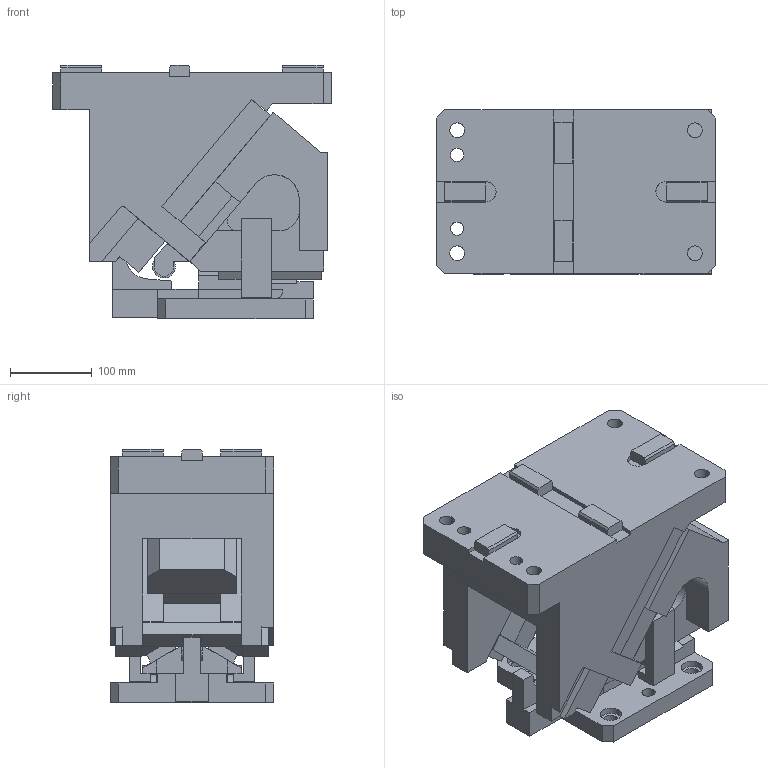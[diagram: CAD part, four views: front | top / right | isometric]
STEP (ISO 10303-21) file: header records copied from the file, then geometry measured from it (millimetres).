
FILE_DESCRIPTION(('CATIA V5 STEP Exchange'),'2;1');
FILE_NAME('CACN_200_00.stp','2015-04-27T09:51:10+00:00',('none'),('none'),'CATIA Version 5 Release 19 SP 2 (IN-10)','CATIA V5 STEP AP203','none');
FILE_SCHEMA(('CONFIG_CONTROL_DESIGN'));
Length unit declared in the file: millimetre
Products named in the file (1): CACN_200_00
Bounding box: 340 x 200 x 309 mm (x, y, z)
Volume: 12247744.8 mm3; surface area: 809824.9 mm2
Topology: 3 solids, 3 shells, 363 faces, 1047 edges, 697 vertices
Faces by surface type: plane 279, cylinder 84
Entity records: 12912 total; most frequent: CARTESIAN_POINT 3803, ORIENTED_EDGE 2094, DIRECTION 1506, EDGE_CURVE 1047, VECTOR 875, LINE 875, VERTEX_POINT 697, EDGE_LOOP 398
